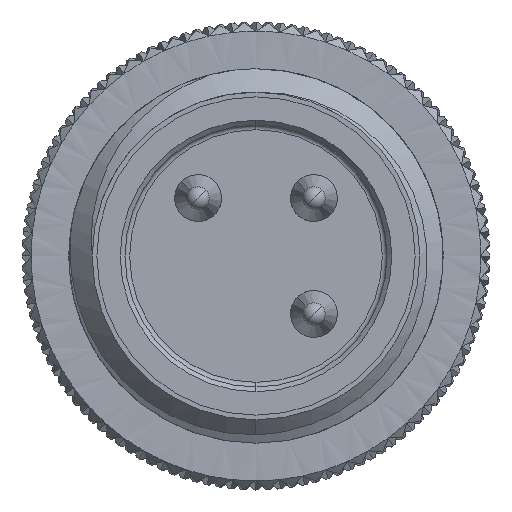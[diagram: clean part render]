
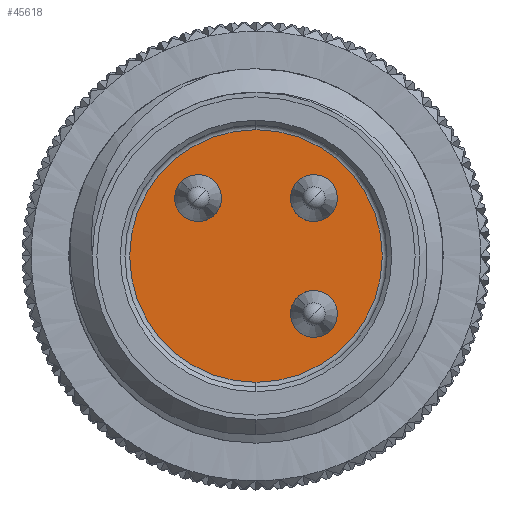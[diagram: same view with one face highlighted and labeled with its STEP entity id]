
A CAD part, left-side view. The second image highlights one B-rep face of the part: STEP entity #45618.
In plain terms, the highlighted planar face has unit normal (-1, 0, 0).
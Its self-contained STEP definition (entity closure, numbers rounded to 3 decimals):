
#1248 = CARTESIAN_POINT ( 'NONE',  ( 0., -1.237, -1.737 ) ) ;
#3361 = CARTESIAN_POINT ( 'NONE',  ( 0., -1.237, 1.237 ) ) ;
#4200 = CARTESIAN_POINT ( 'NONE',  ( 0., 1.237, 1.237 ) ) ;
#4694 = CIRCLE ( 'NONE', #93477, 0.5 ) ;
#6365 = EDGE_CURVE ( 'NONE', #68502, #65242, #30644, .T. ) ;
#6595 = CARTESIAN_POINT ( 'NONE',  ( 0., 1.237, 0.737 ) ) ;
#6712 = CIRCLE ( 'NONE', #61249, 0.5 ) ;
#6869 = EDGE_LOOP ( 'NONE', ( #52730, #16863 ) ) ;
#8074 = CARTESIAN_POINT ( 'NONE',  ( 0., 2.8, 0. ) ) ;
#8365 = VERTEX_POINT ( 'NONE', #6595 ) ;
#9508 = FACE_BOUND ( 'NONE', #9899, .T. ) ;
#9587 = EDGE_LOOP ( 'NONE', ( #59771, #52155 ) ) ;
#9899 = EDGE_LOOP ( 'NONE', ( #74888, #70774 ) ) ;
#10039 = EDGE_CURVE ( 'NONE', #23334, #76335, #57180, .T. ) ;
#12630 = CIRCLE ( 'NONE', #51642, 0.5 ) ;
#15383 = FACE_BOUND ( 'NONE', #6869, .T. ) ;
#16046 = ORIENTED_EDGE ( 'NONE', *, *, #65167, .T. ) ;
#16863 = ORIENTED_EDGE ( 'NONE', *, *, #95821, .T. ) ;
#17524 = DIRECTION ( 'NONE',  ( 1., 0., 0. ) ) ;
#19959 = CARTESIAN_POINT ( 'NONE',  ( 0., -1.237, -1.237 ) ) ;
#21364 = CARTESIAN_POINT ( 'NONE',  ( 0., 1.237, 1.237 ) ) ;
#23334 = VERTEX_POINT ( 'NONE', #51770 ) ;
#24126 = DIRECTION ( 'NONE',  ( 1., 0., 0. ) ) ;
#25147 = AXIS2_PLACEMENT_3D ( 'NONE', #8074, #24126, #61240 ) ;
#28051 = ORIENTED_EDGE ( 'NONE', *, *, #49851, .T. ) ;
#28252 = DIRECTION ( 'NONE',  ( 1., 0., 0. ) ) ;
#28767 = EDGE_CURVE ( 'NONE', #65242, #68502, #80883, .T. ) ;
#29210 = CARTESIAN_POINT ( 'NONE',  ( 0., -1.237, 0.737 ) ) ;
#30138 = DIRECTION ( 'NONE',  ( 0., 0., -1. ) ) ;
#30644 = CIRCLE ( 'NONE', #71118, 0.5 ) ;
#31069 = CARTESIAN_POINT ( 'NONE',  ( 0., -1.237, -0.737 ) ) ;
#31643 = VERTEX_POINT ( 'NONE', #1248 ) ;
#32427 = FACE_BOUND ( 'NONE', #84059, .T. ) ;
#33566 = CARTESIAN_POINT ( 'NONE',  ( 0., -1.237, 1.237 ) ) ;
#34550 = DIRECTION ( 'NONE',  ( 0., 0., -1. ) ) ;
#37840 = AXIS2_PLACEMENT_3D ( 'NONE', #56734, #71866, #42576 ) ;
#42576 = DIRECTION ( 'NONE',  ( 0., 0., -1. ) ) ;
#43357 = CARTESIAN_POINT ( 'NONE',  ( 0., 1.237, 1.737 ) ) ;
#45110 = AXIS2_PLACEMENT_3D ( 'NONE', #33566, #62861, #69708 ) ;
#45618 = ADVANCED_FACE ( 'NONE', ( #67605, #15383, #9508, #32427 ), #90998, .F. ) ;
#49851 = EDGE_CURVE ( 'NONE', #79246, #8365, #54858, .T. ) ;
#51017 = CARTESIAN_POINT ( 'NONE',  ( 0., 0., 0. ) ) ;
#51642 = AXIS2_PLACEMENT_3D ( 'NONE', #19959, #28252, #87310 ) ;
#51770 = CARTESIAN_POINT ( 'NONE',  ( 0., 0., 2.7 ) ) ;
#52155 = ORIENTED_EDGE ( 'NONE', *, *, #10039, .T. ) ;
#52730 = ORIENTED_EDGE ( 'NONE', *, *, #72682, .T. ) ;
#54723 = EDGE_CURVE ( 'NONE', #76335, #23334, #84650, .T. ) ;
#54858 = CIRCLE ( 'NONE', #56438, 0.5 ) ;
#56438 = AXIS2_PLACEMENT_3D ( 'NONE', #4200, #78357, #82934 ) ;
#56734 = CARTESIAN_POINT ( 'NONE',  ( 0., 0., 0. ) ) ;
#57180 = CIRCLE ( 'NONE', #58720, 2.7 ) ;
#57211 = CARTESIAN_POINT ( 'NONE',  ( 0., 0., -2.7 ) ) ;
#58720 = AXIS2_PLACEMENT_3D ( 'NONE', #51017, #96351, #89537 ) ;
#59771 = ORIENTED_EDGE ( 'NONE', *, *, #54723, .T. ) ;
#60481 = DIRECTION ( 'NONE',  ( 0., 0., -1. ) ) ;
#61240 = DIRECTION ( 'NONE',  ( 0., 0., -1. ) ) ;
#61249 = AXIS2_PLACEMENT_3D ( 'NONE', #71651, #65285, #34550 ) ;
#62327 = CARTESIAN_POINT ( 'NONE',  ( 0., -1.237, 1.737 ) ) ;
#62861 = DIRECTION ( 'NONE',  ( 1., 0., 0. ) ) ;
#65167 = EDGE_CURVE ( 'NONE', #8365, #79246, #4694, .T. ) ;
#65242 = VERTEX_POINT ( 'NONE', #62327 ) ;
#65285 = DIRECTION ( 'NONE',  ( 1., 0., 0. ) ) ;
#67244 = DIRECTION ( 'NONE',  ( 1., 0., 0. ) ) ;
#67605 = FACE_OUTER_BOUND ( 'NONE', #9587, .T. ) ;
#68502 = VERTEX_POINT ( 'NONE', #29210 ) ;
#69708 = DIRECTION ( 'NONE',  ( 0., 0., -1. ) ) ;
#70774 = ORIENTED_EDGE ( 'NONE', *, *, #6365, .T. ) ;
#71118 = AXIS2_PLACEMENT_3D ( 'NONE', #3361, #17524, #60481 ) ;
#71651 = CARTESIAN_POINT ( 'NONE',  ( 0., -1.237, -1.237 ) ) ;
#71866 = DIRECTION ( 'NONE',  ( -1., 0., 0. ) ) ;
#72682 = EDGE_CURVE ( 'NONE', #74024, #31643, #12630, .T. ) ;
#74024 = VERTEX_POINT ( 'NONE', #31069 ) ;
#74888 = ORIENTED_EDGE ( 'NONE', *, *, #28767, .T. ) ;
#76335 = VERTEX_POINT ( 'NONE', #57211 ) ;
#78357 = DIRECTION ( 'NONE',  ( 1., 0., 0. ) ) ;
#79246 = VERTEX_POINT ( 'NONE', #43357 ) ;
#80883 = CIRCLE ( 'NONE', #45110, 0.5 ) ;
#82934 = DIRECTION ( 'NONE',  ( 0., 0., -1. ) ) ;
#84059 = EDGE_LOOP ( 'NONE', ( #28051, #16046 ) ) ;
#84650 = CIRCLE ( 'NONE', #37840, 2.7 ) ;
#87310 = DIRECTION ( 'NONE',  ( 0., 0., -1. ) ) ;
#89537 = DIRECTION ( 'NONE',  ( 0., 0., -1. ) ) ;
#90998 = PLANE ( 'NONE',  #25147 ) ;
#93477 = AXIS2_PLACEMENT_3D ( 'NONE', #21364, #67244, #30138 ) ;
#95821 = EDGE_CURVE ( 'NONE', #31643, #74024, #6712, .T. ) ;
#96351 = DIRECTION ( 'NONE',  ( -1., 0., 0. ) ) ;
